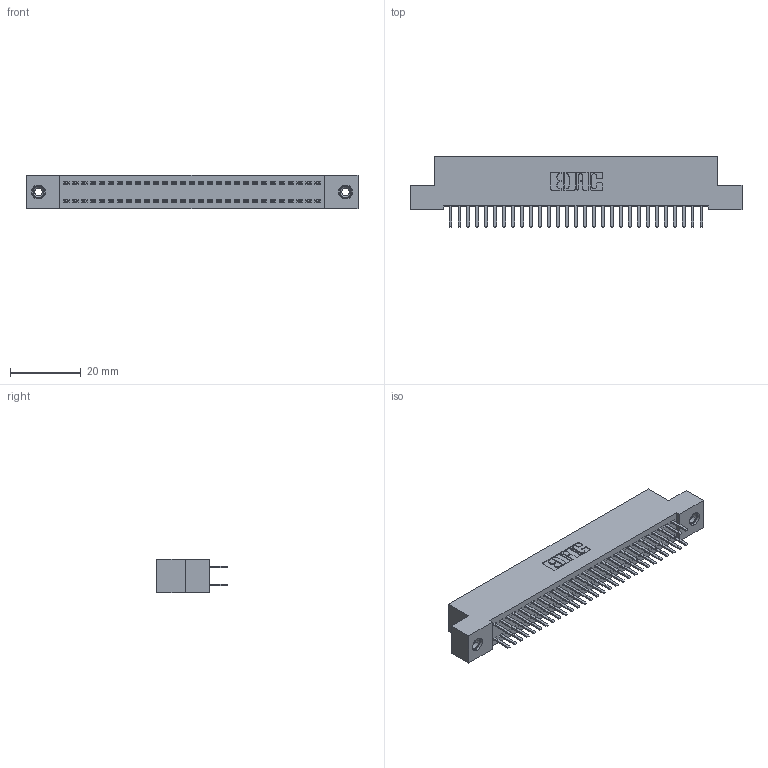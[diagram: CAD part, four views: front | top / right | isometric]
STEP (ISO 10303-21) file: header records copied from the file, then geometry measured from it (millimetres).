
FILE_DESCRIPTION (( 'STEP AP203' ), '1' );
FILE_NAME ('392-058-520-208.STEP', '2018-08-17T16:01:13', ( '' ), ( '' ), 'SwSTEP 2.0', 'SolidWorks 2016', '' );
FILE_SCHEMA (( 'CONFIG_CONTROL_DESIGN' ));
Length unit declared in the file: inch
Products named in the file (4): 345-250-001_345-250-003-102; 392-058-520-208; 342 Part_TI; 345-292-001_345-293-120
Assembly tree (61 placements, depth 2):
  392-058-520-208
    342 Part_TI
    345-292-001_345-293-120  x58
    345-250-001_345-250-003-102  x2
Bounding box: 93.98 x 20.02 x 9.4 mm (x, y, z)
Volume: 8351.4 mm3; surface area: 13223.7 mm2
Topology: 61 solids, 61 shells, 3418 faces, 9889 edges, 6430 vertices
Faces by surface type: plane 2302, cylinder 1100, cone 12, torus 4
Entity records: 21506 total; most frequent: CARTESIAN_POINT 3573, ORIENTED_EDGE 3490, DIRECTION 3095, EDGE_CURVE 1745, VECTOR 1593, LINE 1593, VERTEX_POINT 1156, AXIS2_PLACEMENT_3D 751
